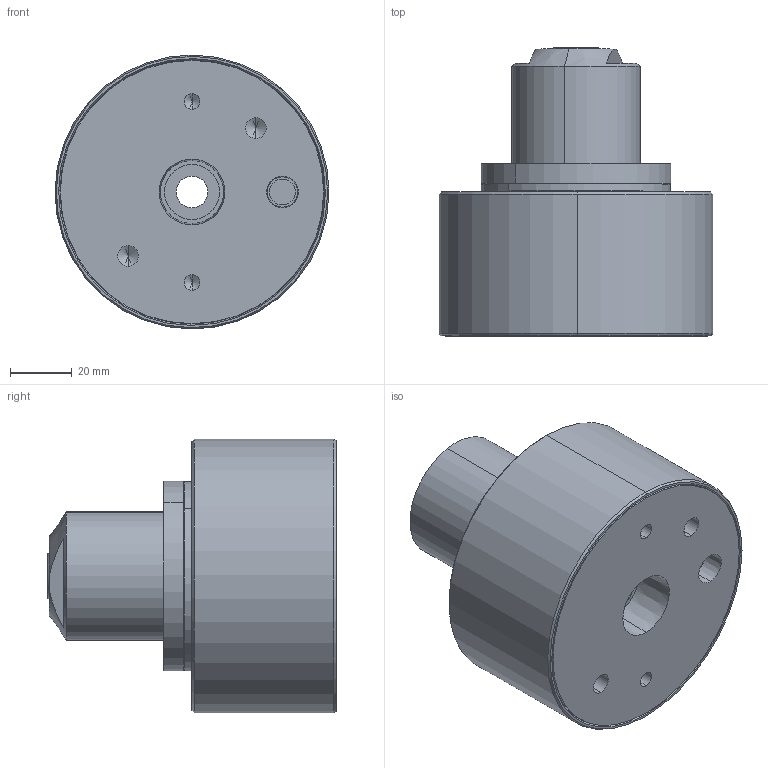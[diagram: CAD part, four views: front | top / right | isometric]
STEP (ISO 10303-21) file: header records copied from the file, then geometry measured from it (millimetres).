
FILE_DESCRIPTION (( 'STEP AP214' ), '1' );
FILE_NAME ('CTSC-002661.STEP', '2025-01-21T14:16:30', ( '' ), ( '' ), 'SwSTEP 2.0', 'SolidWorks 2023', '' );
FILE_SCHEMA (( 'AUTOMOTIVE_DESIGN' ));
Length unit declared in the file: inch
Products named in the file (1): CTSC-002661
Bounding box: 88.9 x 93.47 x 88.9 mm (x, y, z)
Volume: 349733.8 mm3; surface area: 46237.6 mm2
Topology: 1 solids, 2 shells, 81 faces, 186 edges, 112 vertices
Faces by surface type: cylinder 31, cone 25, plane 21, torus 4
Entity records: 3111 total; most frequent: DIRECTION 432, CARTESIAN_POINT 426, ORIENTED_EDGE 348, AXIS2_PLACEMENT_3D 182, EDGE_CURVE 174, VERTEX_POINT 110, CIRCLE 100, EDGE_LOOP 98
